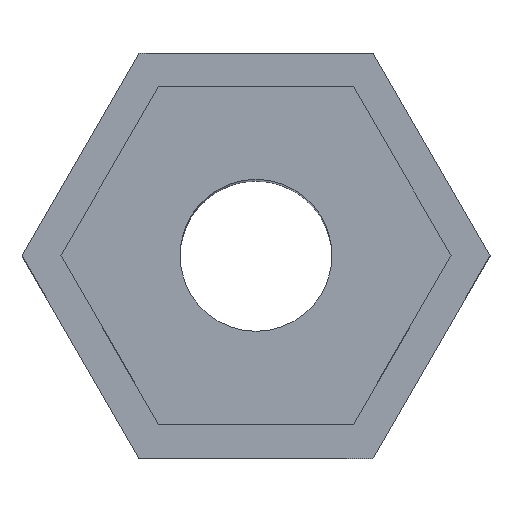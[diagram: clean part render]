
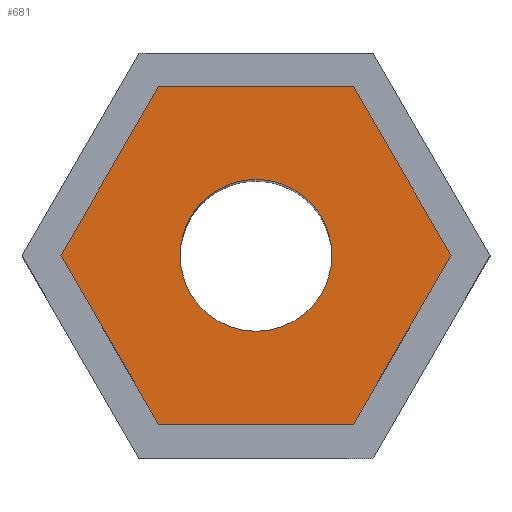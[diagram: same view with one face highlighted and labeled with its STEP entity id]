
A CAD part, top view. The second image highlights one B-rep face of the part: STEP entity #681.
In plain terms, the highlighted planar face has unit normal (0, 0, 1).
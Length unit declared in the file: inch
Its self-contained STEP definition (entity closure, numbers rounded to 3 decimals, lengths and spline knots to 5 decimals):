
#139=CARTESIAN_POINT('',(-0.28125,0.,0.0));
#140=VERTEX_POINT('',#139);
#156=CARTESIAN_POINT('',(0.28125,0.,0.0));
#157=VERTEX_POINT('',#156);
#164=CARTESIAN_POINT('',(0.0,0.,0.0));
#165=DIRECTION('',(0.0,0.0,-1.0));
#166=DIRECTION('',(-1.0,0.0,0.0));
#167=AXIS2_PLACEMENT_3D('',#164,#165,#166);
#168=CIRCLE('',#167,0.28125);
#169=EDGE_CURVE('',#140,#157,#168,.T.);
#448=CARTESIAN_POINT('',(0.0,0.,0.0));
#449=DIRECTION('',(0.0,0.0,-1.0));
#450=DIRECTION('',(-1.0,0.0,0.0));
#451=AXIS2_PLACEMENT_3D('',#448,#449,#450);
#452=CIRCLE('',#451,0.28125);
#453=EDGE_CURVE('',#157,#140,#452,.T.);
#526=CARTESIAN_POINT('',(-0.36084,-0.625,0.0));
#527=VERTEX_POINT('',#526);
#534=CARTESIAN_POINT('',(-0.72169,0.,0.0));
#535=VERTEX_POINT('',#534);
#536=CARTESIAN_POINT('',(-0.72169,0.,0.0));
#537=DIRECTION('',(0.5,-0.866,0.0));
#538=VECTOR('',#537,0.72169);
#539=LINE('',#536,#538);
#540=EDGE_CURVE('',#535,#527,#539,.T.);
#557=CARTESIAN_POINT('',(0.36084,-0.625,0.0));
#558=VERTEX_POINT('',#557);
#565=CARTESIAN_POINT('',(-0.36084,-0.625,0.0));
#566=DIRECTION('',(1.0,0.0,0.0));
#567=VECTOR('',#566,0.72169);
#568=LINE('',#565,#567);
#569=EDGE_CURVE('',#527,#558,#568,.T.);
#581=CARTESIAN_POINT('',(0.72169,0.,0.0));
#582=VERTEX_POINT('',#581);
#589=CARTESIAN_POINT('',(0.36084,-0.625,0.0));
#590=DIRECTION('',(0.5,0.866,0.0));
#591=VECTOR('',#590,0.72169);
#592=LINE('',#589,#591);
#593=EDGE_CURVE('',#558,#582,#592,.T.);
#605=CARTESIAN_POINT('',(0.36084,0.625,0.0));
#606=VERTEX_POINT('',#605);
#613=CARTESIAN_POINT('',(0.72169,0.,0.0));
#614=DIRECTION('',(-0.5,0.866,0.0));
#615=VECTOR('',#614,0.72169);
#616=LINE('',#613,#615);
#617=EDGE_CURVE('',#582,#606,#616,.T.);
#629=CARTESIAN_POINT('',(-0.36084,0.625,0.0));
#630=VERTEX_POINT('',#629);
#637=CARTESIAN_POINT('',(0.36084,0.625,0.0));
#638=DIRECTION('',(-1.0,0.0,0.0));
#639=VECTOR('',#638,0.72169);
#640=LINE('',#637,#639);
#641=EDGE_CURVE('',#606,#630,#640,.T.);
#654=CARTESIAN_POINT('',(-0.36084,0.625,0.0));
#655=DIRECTION('',(-0.5,-0.866,0.0));
#656=VECTOR('',#655,0.72169);
#657=LINE('',#654,#656);
#658=EDGE_CURVE('',#630,#535,#657,.T.);
#664=CARTESIAN_POINT('',(0.,0.,0.0));
#665=DIRECTION('',(0.0,0.0,-1.0));
#666=DIRECTION('',(-1.0,0.0,0.0));
#667=AXIS2_PLACEMENT_3D('',#664,#665,#666);
#668=PLANE('',#667);
#669=ORIENTED_EDGE('',*,*,#658,.T.);
#670=ORIENTED_EDGE('',*,*,#540,.T.);
#671=ORIENTED_EDGE('',*,*,#569,.T.);
#672=ORIENTED_EDGE('',*,*,#593,.T.);
#673=ORIENTED_EDGE('',*,*,#617,.T.);
#674=ORIENTED_EDGE('',*,*,#641,.T.);
#675=EDGE_LOOP('',(#669,#670,#671,#672,#673,#674));
#676=FACE_OUTER_BOUND('',#675,.T.);
#677=ORIENTED_EDGE('',*,*,#169,.T.);
#678=ORIENTED_EDGE('',*,*,#453,.T.);
#679=EDGE_LOOP('',(#677,#678));
#680=FACE_BOUND('',#679,.T.);
#681=ADVANCED_FACE('',(#676,#680),#668,.F.);
